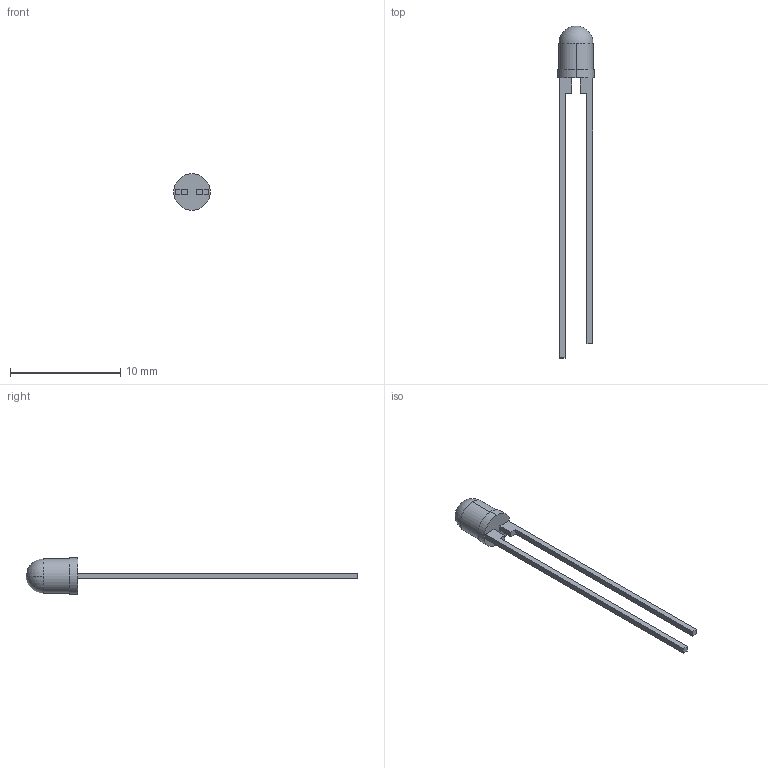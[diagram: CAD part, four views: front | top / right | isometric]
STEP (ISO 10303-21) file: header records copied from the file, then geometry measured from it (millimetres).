
FILE_DESCRIPTION (( 'STEP AP214' ), '1' );
FILE_NAME ('4303F Series.STEP', '2018-10-02T17:20:01', ( 'user' ), ( 'Microsoft' ), 'SwSTEP 2.0', 'SolidWorks 2018', '' );
FILE_SCHEMA (( 'AUTOMOTIVE_DESIGN' ));
Length unit declared in the file: inch
Products named in the file (1): 4303F Series
Bounding box: 3.3 x 30.1 x 3.3 mm (x, y, z)
Volume: 46 mm3; surface area: 159.9 mm2
Topology: 1 solids, 1 shells, 22 faces, 54 edges, 35 vertices
Faces by surface type: plane 16, cylinder 4, sphere 2
Entity records: 936 total; most frequent: CARTESIAN_POINT 110, DIRECTION 110, ORIENTED_EDGE 104, EDGE_CURVE 52, VECTOR 40, LINE 40, VERTEX_POINT 35, AXIS2_PLACEMENT_3D 35
